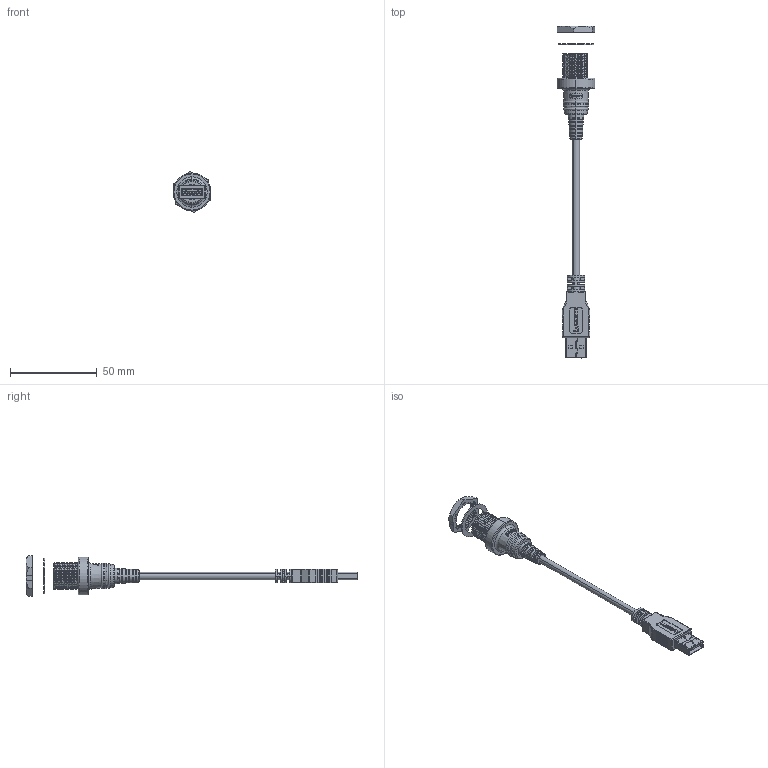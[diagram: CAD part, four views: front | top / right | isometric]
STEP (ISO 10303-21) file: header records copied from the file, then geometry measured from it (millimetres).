
FILE_DESCRIPTION (( 'STEP AP214' ), '1' );
FILE_NAME ('U3A00026.STEP', '2019-07-16T16:32:16', ( '' ), ( '' ), 'SwSTEP 2.0', 'SolidWorks 2018', '' );
FILE_SCHEMA (( 'AUTOMOTIVE_DESIGN' ));
Length unit declared in the file: millimetre
Products named in the file (16): MTN-977; 1AJ03-034; 1AG01-287; 1AA05-046-MA2_Without Crimp; MTN-594_NO CABLE; 1AA05-124; U3A00026; MTN-992_NO CABLE; 1AL08-426; 1AA05-046-MA3; MTN-593; MTN-1029; 1AG01-338; 1AA05-046-MA1
Assembly tree (15 placements, depth 4):
  U3A00026
    1AJ03-034
    1AG01-287
    MTN-594_NO CABLE
      MTN-593
        1AA05-046-MA3
        MTN-593
      1AA05-046-MA1
      1AA05-046-MA2_Without Crimp
      MTN-594_NO CABLE
    1AL08-426
    MTN-992_NO CABLE
    1AA05-124
    MTN-1029
    1AG01-338
    MTN-977
Bounding box: 21.89 x 191.7 x 23.64 mm (x, y, z)
Volume: 16072.1 mm3; surface area: 15767.7 mm2
Topology: 30 solids, 30 shells, 2786 faces, 7539 edges, 4935 vertices
Faces by surface type: plane 1987, cylinder 414, bspline 269, cone 74, torus 32, sphere 10
Entity records: 145960 total; most frequent: CARTESIAN_POINT 74142, ORIENTED_EDGE 15046, DIRECTION 12640, EDGE_CURVE 7523, LINE 5622, VECTOR 5622, VERTEX_POINT 4935, AXIS2_PLACEMENT_3D 3509
